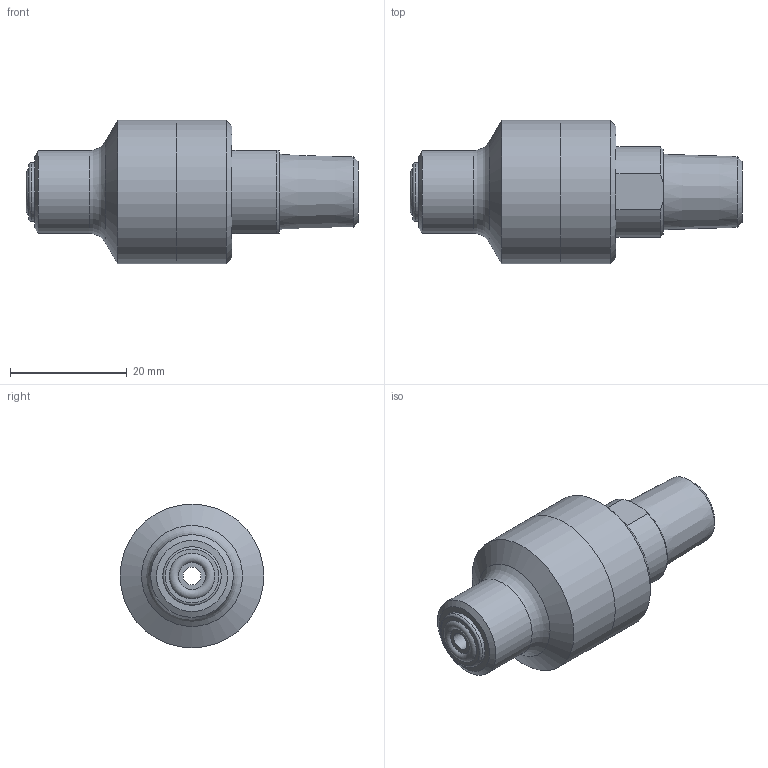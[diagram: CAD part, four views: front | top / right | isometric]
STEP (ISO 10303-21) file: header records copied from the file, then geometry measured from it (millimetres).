
FILE_DESCRIPTION(/* description */ (''),/* implementation_level */ '2;1');
FILE_NAME(/* name */ 'MITH-04K042.stp',/* time_stamp */ '2016-05-05T14:16:01-05:00',/* author */ ('scottg'),/* organization */ ('FasTest,Inc.'),/* preprocessor_version */ 'ST-DEVELOPER v16.1',/* originating_system */ 'Autodesk Inventor 2016',/* authorisation */ '');
FILE_SCHEMA (('AUTOMOTIVE_DESIGN { 1 0 10303 214 3 1 1 }'));
Length unit declared in the file: inch
Products named in the file (1): MITH-04K042
Bounding box: 56.87 x 24.61 x 24.61 mm (x, y, z)
Volume: 13902.7 mm3; surface area: 4702.6 mm2
Topology: 1 solids, 1 shells, 27 faces, 55 edges, 35 vertices
Faces by surface type: plane 9, cylinder 8, cone 7, torus 3
Full cylindrical faces by diameter (mm): 3.048 x1, 7.112 x1, 10.008 x1, 14.148 x1, 24.608 x2
Entity records: 696 total; most frequent: DIRECTION 116, CARTESIAN_POINT 106, ORIENTED_EDGE 76, AXIS2_PLACEMENT_3D 54, EDGE_LOOP 48, EDGE_CURVE 38, VERTEX_POINT 32, FACE_OUTER_BOUND 27
